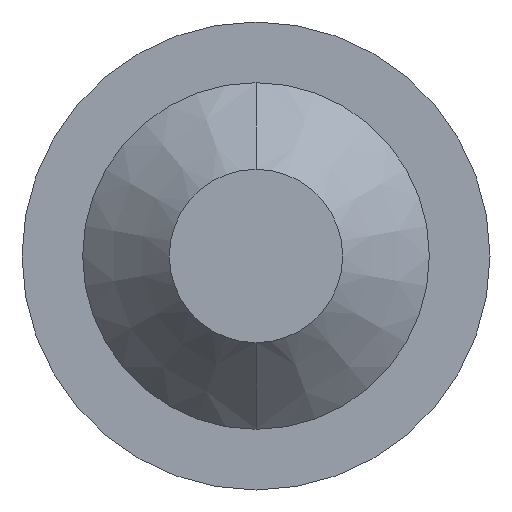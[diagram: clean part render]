
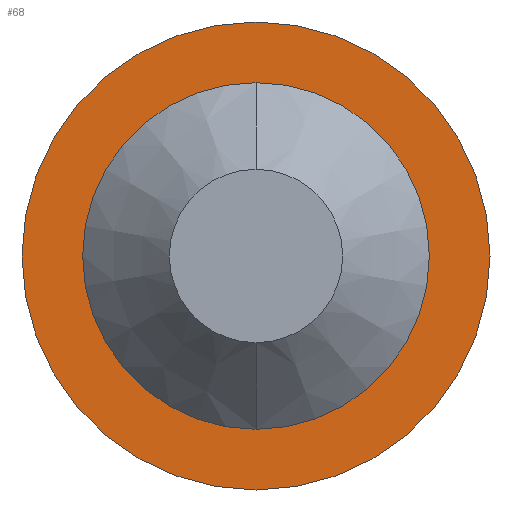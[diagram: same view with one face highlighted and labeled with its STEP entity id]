
A CAD part, front view. The second image highlights one B-rep face of the part: STEP entity #68.
In plain terms, the highlighted planar face has unit normal (0, -1, 0).
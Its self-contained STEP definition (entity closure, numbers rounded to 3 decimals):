
#4 = VERTEX_POINT ( 'NONE', #303 ) ;
#24 = AXIS2_PLACEMENT_3D ( 'NONE', #47, #273, #334 ) ;
#30 = CARTESIAN_POINT ( 'NONE',  ( 0., 7., 0. ) ) ;
#34 = EDGE_CURVE ( 'NONE', #131, #4, #320, .T. ) ;
#36 = ORIENTED_EDGE ( 'NONE', *, *, #45, .F. ) ;
#45 = EDGE_CURVE ( 'NONE', #4, #131, #128, .T. ) ;
#47 = CARTESIAN_POINT ( 'NONE',  ( 0., 7., 0. ) ) ;
#51 = EDGE_CURVE ( 'NONE', #299, #287, #79, .T. ) ;
#56 = CARTESIAN_POINT ( 'NONE',  ( 1., 7., 0. ) ) ;
#68 = ADVANCED_FACE ( 'NONE', ( #130, #314 ), #179, .T. ) ;
#72 = EDGE_CURVE ( 'NONE', #287, #299, #121, .T. ) ;
#79 = CIRCLE ( 'NONE', #215, 1.35 ) ;
#90 = EDGE_LOOP ( 'NONE', ( #346, #354 ) ) ;
#113 = DIRECTION ( 'NONE',  ( 0., -1., 0. ) ) ;
#115 = DIRECTION ( 'NONE',  ( 0., 0., -1. ) ) ;
#119 = CARTESIAN_POINT ( 'NONE',  ( 0., 7., 0. ) ) ;
#121 = CIRCLE ( 'NONE', #193, 1.35 ) ;
#128 = CIRCLE ( 'NONE', #136, 1. ) ;
#130 = FACE_OUTER_BOUND ( 'NONE', #90, .T. ) ;
#131 = VERTEX_POINT ( 'NONE', #253 ) ;
#136 = AXIS2_PLACEMENT_3D ( 'NONE', #119, #146, #282 ) ;
#138 = CARTESIAN_POINT ( 'NONE',  ( 0., 7., 1.35 ) ) ;
#144 = DIRECTION ( 'NONE',  ( 0., -1., 0. ) ) ;
#145 = ORIENTED_EDGE ( 'NONE', *, *, #34, .F. ) ;
#146 = DIRECTION ( 'NONE',  ( 0., -1., 0. ) ) ;
#148 = CARTESIAN_POINT ( 'NONE',  ( 0., 7., 0. ) ) ;
#168 = CARTESIAN_POINT ( 'NONE',  ( 0., 7., -1.35 ) ) ;
#179 = PLANE ( 'NONE',  #301 ) ;
#184 = EDGE_LOOP ( 'NONE', ( #145, #36 ) ) ;
#193 = AXIS2_PLACEMENT_3D ( 'NONE', #30, #144, #233 ) ;
#215 = AXIS2_PLACEMENT_3D ( 'NONE', #148, #113, #115 ) ;
#233 = DIRECTION ( 'NONE',  ( 0., 0., -1. ) ) ;
#253 = CARTESIAN_POINT ( 'NONE',  ( 0., 7., -1. ) ) ;
#273 = DIRECTION ( 'NONE',  ( 0., -1., 0. ) ) ;
#282 = DIRECTION ( 'NONE',  ( 0., 0., -1. ) ) ;
#287 = VERTEX_POINT ( 'NONE', #138 ) ;
#299 = VERTEX_POINT ( 'NONE', #168 ) ;
#301 = AXIS2_PLACEMENT_3D ( 'NONE', #56, #343, #316 ) ;
#303 = CARTESIAN_POINT ( 'NONE',  ( 0., 7., 1. ) ) ;
#314 = FACE_BOUND ( 'NONE', #184, .T. ) ;
#316 = DIRECTION ( 'NONE',  ( 0., 0., -1. ) ) ;
#320 = CIRCLE ( 'NONE', #24, 1. ) ;
#334 = DIRECTION ( 'NONE',  ( 0., 0., -1. ) ) ;
#343 = DIRECTION ( 'NONE',  ( 0., -1., 0. ) ) ;
#346 = ORIENTED_EDGE ( 'NONE', *, *, #51, .T. ) ;
#354 = ORIENTED_EDGE ( 'NONE', *, *, #72, .T. ) ;
